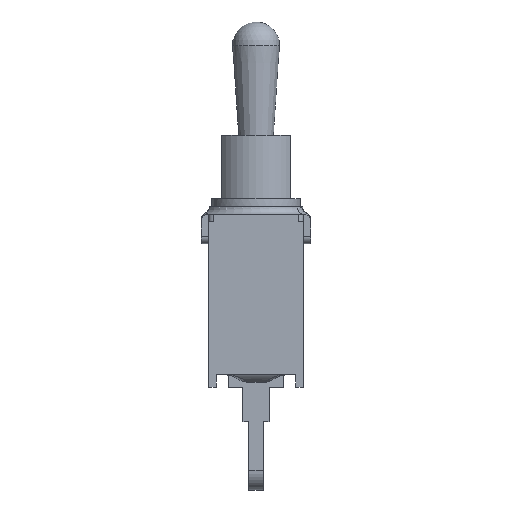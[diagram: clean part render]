
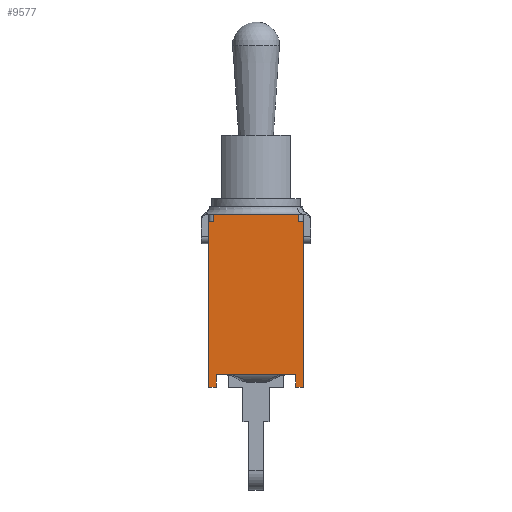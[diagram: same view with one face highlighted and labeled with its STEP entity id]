
A CAD part, left-side view. The second image highlights one B-rep face of the part: STEP entity #9577.
In plain terms, the highlighted planar face has unit normal (-1, 0, 0).
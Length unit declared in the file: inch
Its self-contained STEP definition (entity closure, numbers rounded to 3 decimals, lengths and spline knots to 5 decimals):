
#1648=CARTESIAN_POINT('',(-0.16004,0.09016,0.36614));
#1649=VERTEX_POINT('',#1648);
#1657=CARTESIAN_POINT('',(-0.16004,-0.09016,0.36614));
#1658=VERTEX_POINT('',#1657);
#1659=CARTESIAN_POINT('',(-0.16004,-0.09016,0.36614));
#1660=DIRECTION('',(0.0,1.0,0.0));
#1661=VECTOR('',#1660,0.18031);
#1662=LINE('',#1659,#1661);
#1663=EDGE_CURVE('',#1658,#1649,#1662,.T.);
#2397=CARTESIAN_POINT('',(-0.16004,0.09016,0.35));
#2398=VERTEX_POINT('',#2397);
#2406=CARTESIAN_POINT('',(-0.16004,0.09016,0.35));
#2407=DIRECTION('',(0.0,0.0,1.0));
#2408=VECTOR('',#2407,0.01614);
#2409=LINE('',#2406,#2408);
#2410=EDGE_CURVE('',#2398,#1649,#2409,.T.);
#2421=CARTESIAN_POINT('',(-0.16004,-0.09016,0.35));
#2422=VERTEX_POINT('',#2421);
#2423=CARTESIAN_POINT('',(-0.16004,-0.09016,0.36614));
#2424=DIRECTION('',(0.0,0.0,-1.0));
#2425=VECTOR('',#2424,0.01614);
#2426=LINE('',#2423,#2425);
#2427=EDGE_CURVE('',#1658,#2422,#2426,.T.);
#2824=CARTESIAN_POINT('',(-0.16004,0.1,0.35));
#2825=VERTEX_POINT('',#2824);
#2832=CARTESIAN_POINT('',(-0.16004,0.09016,0.35));
#2833=DIRECTION('',(0.0,1.0,0.0));
#2834=VECTOR('',#2833,0.00984);
#2835=LINE('',#2832,#2834);
#2836=EDGE_CURVE('',#2398,#2825,#2835,.T.);
#2907=CARTESIAN_POINT('',(-0.16004,0.1,0.0));
#2908=VERTEX_POINT('',#2907);
#2915=CARTESIAN_POINT('',(-0.16004,0.1,0.0));
#2916=DIRECTION('',(0.0,0.0,1.0));
#2917=VECTOR('',#2916,0.35);
#2918=LINE('',#2915,#2917);
#2919=EDGE_CURVE('',#2908,#2825,#2918,.T.);
#9253=CARTESIAN_POINT('',(-0.16004,-0.08425,0.02559));
#9254=VERTEX_POINT('',#9253);
#9269=CARTESIAN_POINT('',(-0.16004,-0.08425,0.0));
#9270=VERTEX_POINT('',#9269);
#9277=CARTESIAN_POINT('',(-0.16004,-0.08425,0.02559));
#9278=DIRECTION('',(0.0,0.0,-1.0));
#9279=VECTOR('',#9278,0.02559);
#9280=LINE('',#9277,#9279);
#9281=EDGE_CURVE('',#9254,#9270,#9280,.T.);
#9291=CARTESIAN_POINT('',(-0.16004,0.08425,0.02559));
#9292=VERTEX_POINT('',#9291);
#9301=CARTESIAN_POINT('',(-0.16004,0.08425,0.0));
#9302=VERTEX_POINT('',#9301);
#9303=CARTESIAN_POINT('',(-0.16004,0.08425,0.0));
#9304=DIRECTION('',(0.0,0.0,1.0));
#9305=VECTOR('',#9304,0.02559);
#9306=LINE('',#9303,#9305);
#9307=EDGE_CURVE('',#9302,#9292,#9306,.T.);
#9500=CARTESIAN_POINT('',(-0.16004,0.08425,0.02559));
#9501=DIRECTION('',(0.0,-1.0,0.0));
#9502=VECTOR('',#9501,0.1685);
#9503=LINE('',#9500,#9502);
#9504=EDGE_CURVE('',#9292,#9254,#9503,.T.);
#9534=CARTESIAN_POINT('',(-0.16004,-0.11,-0.01831));
#9535=DIRECTION('',(-1.0,0.0,0.0));
#9536=DIRECTION('',(0.0,0.0,1.0));
#9537=AXIS2_PLACEMENT_3D('',#9534,#9535,#9536);
#9538=PLANE('',#9537);
#9539=ORIENTED_EDGE('',*,*,#9307,.T.);
#9540=ORIENTED_EDGE('',*,*,#9504,.T.);
#9541=ORIENTED_EDGE('',*,*,#9281,.T.);
#9542=CARTESIAN_POINT('',(-0.16004,-0.1,0.0));
#9543=VERTEX_POINT('',#9542);
#9544=CARTESIAN_POINT('',(-0.16004,-0.1,0.0));
#9545=DIRECTION('',(0.0,1.0,0.0));
#9546=VECTOR('',#9545,0.01575);
#9547=LINE('',#9544,#9546);
#9548=EDGE_CURVE('',#9543,#9270,#9547,.T.);
#9549=ORIENTED_EDGE('',*,*,#9548,.F.);
#9550=CARTESIAN_POINT('',(-0.16004,-0.1,0.35));
#9551=VERTEX_POINT('',#9550);
#9552=CARTESIAN_POINT('',(-0.16004,-0.1,0.0));
#9553=DIRECTION('',(0.0,0.0,1.0));
#9554=VECTOR('',#9553,0.35);
#9555=LINE('',#9552,#9554);
#9556=EDGE_CURVE('',#9543,#9551,#9555,.T.);
#9557=ORIENTED_EDGE('',*,*,#9556,.T.);
#9558=CARTESIAN_POINT('',(-0.16004,-0.1,0.35));
#9559=DIRECTION('',(0.0,1.0,0.0));
#9560=VECTOR('',#9559,0.00984);
#9561=LINE('',#9558,#9560);
#9562=EDGE_CURVE('',#9551,#2422,#9561,.T.);
#9563=ORIENTED_EDGE('',*,*,#9562,.T.);
#9564=ORIENTED_EDGE('',*,*,#2427,.F.);
#9565=ORIENTED_EDGE('',*,*,#1663,.T.);
#9566=ORIENTED_EDGE('',*,*,#2410,.F.);
#9567=ORIENTED_EDGE('',*,*,#2836,.T.);
#9568=ORIENTED_EDGE('',*,*,#2919,.F.);
#9569=CARTESIAN_POINT('',(-0.16004,0.08425,0.0));
#9570=DIRECTION('',(0.0,1.0,0.0));
#9571=VECTOR('',#9570,0.01575);
#9572=LINE('',#9569,#9571);
#9573=EDGE_CURVE('',#9302,#2908,#9572,.T.);
#9574=ORIENTED_EDGE('',*,*,#9573,.F.);
#9575=EDGE_LOOP('',(#9539,#9540,#9541,#9549,#9557,#9563,#9564,#9565,#9566,#9567,#9568,#9574));
#9576=FACE_OUTER_BOUND('',#9575,.T.);
#9577=ADVANCED_FACE('',(#9576),#9538,.T.);
